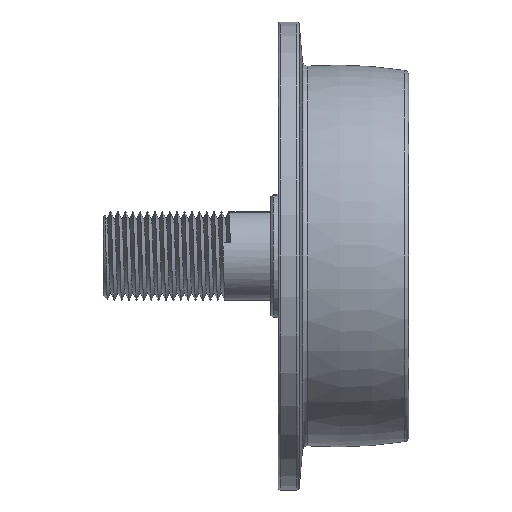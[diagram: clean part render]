
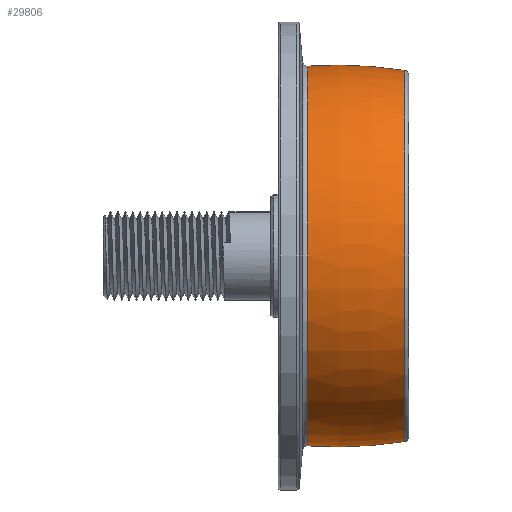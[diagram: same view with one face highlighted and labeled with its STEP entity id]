
A CAD part, front view. The second image highlights one B-rep face of the part: STEP entity #29806.
In plain terms, the highlighted toroidal (fillet/blend) face has major radius 97.5 mm and minor radius 175 mm.
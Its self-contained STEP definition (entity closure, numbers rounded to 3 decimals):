
#386 = DIRECTION ( 'NONE',  ( 0., 0., 1. ) ) ;
#651 = DIRECTION ( 'NONE',  ( 0., 0., 1. ) ) ;
#783 = ORIENTED_EDGE ( 'NONE', *, *, #30081, .T. ) ;
#898 = CARTESIAN_POINT ( 'NONE',  ( -1.687, 0., -75.34 ) ) ;
#1199 = AXIS2_PLACEMENT_3D ( 'NONE', #12104, #12265, #28118 ) ;
#1276 = VERTEX_POINT ( 'NONE', #28289 ) ;
#3391 = ORIENTED_EDGE ( 'NONE', *, *, #19485, .F. ) ;
#4473 = CARTESIAN_POINT ( 'NONE',  ( -40.996, 0., 77.095 ) ) ;
#4602 = EDGE_LOOP ( 'NONE', ( #3391, #12832, #783, #27441 ) ) ;
#4683 = FACE_OUTER_BOUND ( 'NONE', #4602, .T. ) ;
#5826 = EDGE_CURVE ( 'NONE', #8253, #26793, #28644, .T. ) ;
#7665 = TOROIDAL_SURFACE ( 'NONE', #1199, -97.5, 175. ) ;
#7895 = DIRECTION ( 'NONE',  ( 0., 0., 1. ) ) ;
#8253 = VERTEX_POINT ( 'NONE', #898 ) ;
#9368 = DIRECTION ( 'NONE',  ( 0., -1., 0. ) ) ;
#12104 = CARTESIAN_POINT ( 'NONE',  ( -29.1, 0., 0. ) ) ;
#12265 = DIRECTION ( 'NONE',  ( -1., 0., 0. ) ) ;
#12402 = AXIS2_PLACEMENT_3D ( 'NONE', #28461, #28636, #7895 ) ;
#12832 = ORIENTED_EDGE ( 'NONE', *, *, #5826, .T. ) ;
#14664 = AXIS2_PLACEMENT_3D ( 'NONE', #27408, #9368, #19825 ) ;
#15981 = DIRECTION ( 'NONE',  ( -1., 0., 0. ) ) ;
#16665 = DIRECTION ( 'NONE',  ( 0., 1., 0. ) ) ;
#19485 = EDGE_CURVE ( 'NONE', #8253, #1276, #27742, .T. ) ;
#19825 = DIRECTION ( 'NONE',  ( 0., 0., -1. ) ) ;
#21295 = CARTESIAN_POINT ( 'NONE',  ( -29.1, 0., 97.5 ) ) ;
#23253 = AXIS2_PLACEMENT_3D ( 'NONE', #28966, #15981, #651 ) ;
#23294 = CIRCLE ( 'NONE', #14664, 175. ) ;
#24159 = EDGE_CURVE ( 'NONE', #1276, #31101, #26940, .T. ) ;
#25321 = CARTESIAN_POINT ( 'NONE',  ( -1.687, 0., 75.34 ) ) ;
#26793 = VERTEX_POINT ( 'NONE', #25321 ) ;
#26940 = CIRCLE ( 'NONE', #12402, 77.095 ) ;
#27230 = AXIS2_PLACEMENT_3D ( 'NONE', #21295, #16665, #386 ) ;
#27408 = CARTESIAN_POINT ( 'NONE',  ( -29.1, 0., -97.5 ) ) ;
#27441 = ORIENTED_EDGE ( 'NONE', *, *, #24159, .F. ) ;
#27742 = CIRCLE ( 'NONE', #27230, 175. ) ;
#28118 = DIRECTION ( 'NONE',  ( 0., 0., 1. ) ) ;
#28289 = CARTESIAN_POINT ( 'NONE',  ( -40.996, 0., -77.095 ) ) ;
#28461 = CARTESIAN_POINT ( 'NONE',  ( -40.996, 0., 0. ) ) ;
#28636 = DIRECTION ( 'NONE',  ( -1., 0., 0. ) ) ;
#28644 = CIRCLE ( 'NONE', #23253, 75.34 ) ;
#28966 = CARTESIAN_POINT ( 'NONE',  ( -1.687, 0., 0. ) ) ;
#29806 = ADVANCED_FACE ( 'NONE', ( #4683 ), #7665, .T. ) ;
#30081 = EDGE_CURVE ( 'NONE', #26793, #31101, #23294, .T. ) ;
#31101 = VERTEX_POINT ( 'NONE', #4473 ) ;
